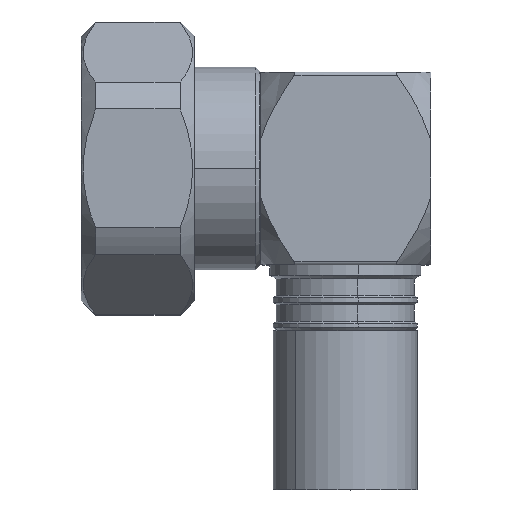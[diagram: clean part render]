
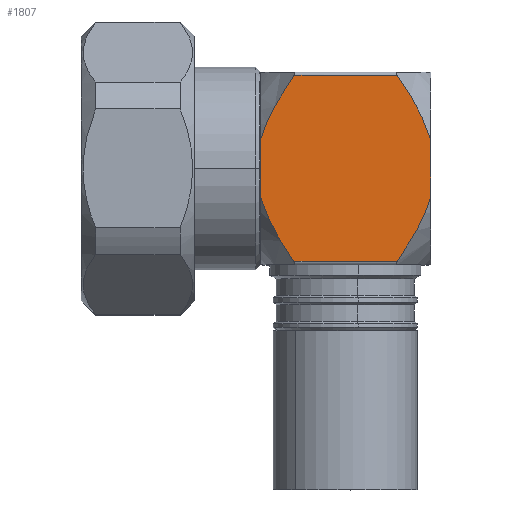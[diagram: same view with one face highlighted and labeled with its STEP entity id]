
A CAD part, top view. The second image highlights one B-rep face of the part: STEP entity #1807.
In plain terms, the highlighted planar face has unit normal (0, 0, 1).
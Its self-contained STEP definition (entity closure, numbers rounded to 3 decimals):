
#37 = CARTESIAN_POINT ( 'NONE',  ( 25.083, 11.1, 11.5 ) ) ;
#183 = CARTESIAN_POINT ( 'NONE',  ( 37.417, 11.1, 11.5 ) ) ;
#302 = CARTESIAN_POINT ( 'NONE',  ( 39.026, -8.689, 11.5 ) ) ;
#381 = CARTESIAN_POINT ( 'NONE',  ( 22.12, -6.133, 11.5 ) ) ;
#425 = VECTOR ( 'NONE', #963, 1000. ) ;
#441 = CARTESIAN_POINT ( 'NONE',  ( 41.4, 12., 11.5 ) ) ;
#511 = DIRECTION ( 'NONE',  ( 0., -1., 0. ) ) ;
#527 = CARTESIAN_POINT ( 'NONE',  ( 22.444, 6.789, 11.5 ) ) ;
#528 = VERTEX_POINT ( 'NONE', #902 ) ;
#554 = ORIENTED_EDGE ( 'NONE', *, *, #1911, .T. ) ;
#747 = B_SPLINE_CURVE_WITH_KNOTS ( 'NONE', 3,
 ( #5045, #2844, #5311, #381, #2875, #794, #3272, #1973 ),
 .UNSPECIFIED., .F., .F.,
 ( 4, 2, 2, 4 ),
 ( 0., 0.002, 0.004, 0.009 ),
 .UNSPECIFIED. ) ;
#794 = CARTESIAN_POINT ( 'NONE',  ( 23.471, -8.683, 11.5 ) ) ;
#902 = CARTESIAN_POINT ( 'NONE',  ( 41.4, 3.428, 11.5 ) ) ;
#963 = DIRECTION ( 'NONE',  ( 1., 0., 0. ) ) ;
#1050 = EDGE_CURVE ( 'NONE', #3301, #2759, #2640, .T. ) ;
#1089 = CARTESIAN_POINT ( 'NONE',  ( 41.4, -3.428, 11.5 ) ) ;
#1116 = ORIENTED_EDGE ( 'NONE', *, *, #5271, .T. ) ;
#1119 = CARTESIAN_POINT ( 'NONE',  ( 37.417, 11.1, 11.5 ) ) ;
#1214 = VECTOR ( 'NONE', #2109, 1000. ) ;
#1239 = ORIENTED_EDGE ( 'NONE', *, *, #1050, .T. ) ;
#1291 = VERTEX_POINT ( 'NONE', #1119 ) ;
#1322 = CARTESIAN_POINT ( 'NONE',  ( 22.124, 6.143, 11.5 ) ) ;
#1376 = ORIENTED_EDGE ( 'NONE', *, *, #1880, .T. ) ;
#1446 = ORIENTED_EDGE ( 'NONE', *, *, #2063, .T. ) ;
#1603 = VECTOR ( 'NONE', #4891, 1000. ) ;
#1717 = CARTESIAN_POINT ( 'NONE',  ( 24.254, 9.907, 11.5 ) ) ;
#1719 = VERTEX_POINT ( 'NONE', #3107 ) ;
#1737 = CARTESIAN_POINT ( 'NONE',  ( 21.1, 3.428, 11.5 ) ) ;
#1807 = ADVANCED_FACE ( 'NONE', ( #2476 ), #2036, .T. ) ;
#1832 = CARTESIAN_POINT ( 'NONE',  ( 40.061, 6.78, 11.5 ) ) ;
#1880 = EDGE_CURVE ( 'NONE', #3524, #528, #2837, .T. ) ;
#1911 = EDGE_CURVE ( 'NONE', #528, #1291, #3883, .T. ) ;
#1925 = CARTESIAN_POINT ( 'NONE',  ( 21.1, 11.1, 11.5 ) ) ;
#1973 = CARTESIAN_POINT ( 'NONE',  ( 25.083, -11.1, 11.5 ) ) ;
#2036 = PLANE ( 'NONE',  #3198 ) ;
#2063 = EDGE_CURVE ( 'NONE', #1291, #3467, #2826, .T. ) ;
#2084 = CARTESIAN_POINT ( 'NONE',  ( 25.083, 11.1, 11.5 ) ) ;
#2104 = ORIENTED_EDGE ( 'NONE', *, *, #2462, .T. ) ;
#2109 = DIRECTION ( 'NONE',  ( 0., 1., 0. ) ) ;
#2164 = CARTESIAN_POINT ( 'NONE',  ( 21.553, 4.816, 11.5 ) ) ;
#2173 = CARTESIAN_POINT ( 'NONE',  ( 38.244, 9.908, 11.5 ) ) ;
#2233 = EDGE_CURVE ( 'NONE', #3467, #2700, #4003, .T. ) ;
#2321 = CARTESIAN_POINT ( 'NONE',  ( 38.246, -9.907, 11.5 ) ) ;
#2337 = CARTESIAN_POINT ( 'NONE',  ( 40.947, -4.816, 11.5 ) ) ;
#2365 = LINE ( 'NONE', #3803, #2863 ) ;
#2462 = EDGE_CURVE ( 'NONE', #2759, #3524, #4388, .T. ) ;
#2476 = FACE_OUTER_BOUND ( 'NONE', #5169, .T. ) ;
#2640 = LINE ( 'NONE', #2960, #425 ) ;
#2661 = DIRECTION ( 'NONE',  ( 0., 0., 1. ) ) ;
#2700 = VERTEX_POINT ( 'NONE', #3675 ) ;
#2759 = VERTEX_POINT ( 'NONE', #3704 ) ;
#2823 = ORIENTED_EDGE ( 'NONE', *, *, #2233, .T. ) ;
#2826 = LINE ( 'NONE', #1925, #1603 ) ;
#2837 = LINE ( 'NONE', #441, #1214 ) ;
#2844 = CARTESIAN_POINT ( 'NONE',  ( 21.301, -4.13, 11.5 ) ) ;
#2863 = VECTOR ( 'NONE', #511, 1000. ) ;
#2866 = CARTESIAN_POINT ( 'NONE',  ( 21.1, 11.5, 11.5 ) ) ;
#2875 = CARTESIAN_POINT ( 'NONE',  ( 22.439, -6.78, 11.5 ) ) ;
#2960 = CARTESIAN_POINT ( 'NONE',  ( 21.1, -11.1, 11.5 ) ) ;
#2968 = CARTESIAN_POINT ( 'NONE',  ( 21.302, 4.135, 11.5 ) ) ;
#3049 = CARTESIAN_POINT ( 'NONE',  ( 40.95, 4.809, 11.5 ) ) ;
#3088 = CARTESIAN_POINT ( 'NONE',  ( 41.198, -4.135, 11.5 ) ) ;
#3107 = CARTESIAN_POINT ( 'NONE',  ( 21.1, -3.428, 11.5 ) ) ;
#3198 = AXIS2_PLACEMENT_3D ( 'NONE', #2866, #2661, #3782 ) ;
#3272 = CARTESIAN_POINT ( 'NONE',  ( 24.256, -9.908, 11.5 ) ) ;
#3301 = VERTEX_POINT ( 'NONE', #3702 ) ;
#3434 = CARTESIAN_POINT ( 'NONE',  ( 41.199, 4.13, 11.5 ) ) ;
#3467 = VERTEX_POINT ( 'NONE', #37 ) ;
#3524 = VERTEX_POINT ( 'NONE', #3897 ) ;
#3675 = CARTESIAN_POINT ( 'NONE',  ( 21.1, 3.428, 11.5 ) ) ;
#3702 = CARTESIAN_POINT ( 'NONE',  ( 25.083, -11.1, 11.5 ) ) ;
#3704 = CARTESIAN_POINT ( 'NONE',  ( 37.417, -11.1, 11.5 ) ) ;
#3782 = DIRECTION ( 'NONE',  ( 1., 0., 0. ) ) ;
#3803 = CARTESIAN_POINT ( 'NONE',  ( 21.1, 11.5, 11.5 ) ) ;
#3878 = CARTESIAN_POINT ( 'NONE',  ( 40.38, 6.133, 11.5 ) ) ;
#3883 = B_SPLINE_CURVE_WITH_KNOTS ( 'NONE', 3,
 ( #5122, #3434, #3049, #3878, #1832, #3899, #2173, #183 ),
 .UNSPECIFIED., .F., .F.,
 ( 4, 2, 2, 4 ),
 ( 0., 0.002, 0.004, 0.009 ),
 .UNSPECIFIED. ) ;
#3897 = CARTESIAN_POINT ( 'NONE',  ( 41.4, -3.428, 11.5 ) ) ;
#3899 = CARTESIAN_POINT ( 'NONE',  ( 39.029, 8.683, 11.5 ) ) ;
#4003 = B_SPLINE_CURVE_WITH_KNOTS ( 'NONE', 3,
 ( #2084, #1717, #4631, #527, #1322, #2164, #2968, #1737 ),
 .UNSPECIFIED., .F., .F.,
 ( 4, 2, 2, 4 ),
 ( 0., 0.004, 0.006, 0.009 ),
 .UNSPECIFIED. ) ;
#4010 = CARTESIAN_POINT ( 'NONE',  ( 40.376, -6.143, 11.5 ) ) ;
#4385 = ORIENTED_EDGE ( 'NONE', *, *, #4697, .T. ) ;
#4388 = B_SPLINE_CURVE_WITH_KNOTS ( 'NONE', 3,
 ( #4797, #2321, #302, #5239, #4010, #2337, #3088, #1089 ),
 .UNSPECIFIED., .F., .F.,
 ( 4, 2, 2, 4 ),
 ( 0., 0.004, 0.006, 0.009 ),
 .UNSPECIFIED. ) ;
#4631 = CARTESIAN_POINT ( 'NONE',  ( 23.474, 8.689, 11.5 ) ) ;
#4697 = EDGE_CURVE ( 'NONE', #1719, #3301, #747, .T. ) ;
#4797 = CARTESIAN_POINT ( 'NONE',  ( 37.417, -11.1, 11.5 ) ) ;
#4891 = DIRECTION ( 'NONE',  ( -1., 0., 0. ) ) ;
#5045 = CARTESIAN_POINT ( 'NONE',  ( 21.1, -3.428, 11.5 ) ) ;
#5122 = CARTESIAN_POINT ( 'NONE',  ( 41.4, 3.428, 11.5 ) ) ;
#5169 = EDGE_LOOP ( 'NONE', ( #2823, #1116, #4385, #1239, #2104, #1376, #554, #1446 ) ) ;
#5239 = CARTESIAN_POINT ( 'NONE',  ( 40.056, -6.789, 11.5 ) ) ;
#5271 = EDGE_CURVE ( 'NONE', #2700, #1719, #2365, .T. ) ;
#5311 = CARTESIAN_POINT ( 'NONE',  ( 21.55, -4.809, 11.5 ) ) ;
